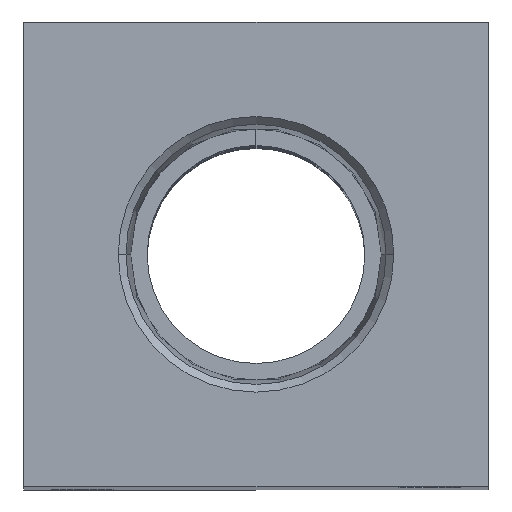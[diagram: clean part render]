
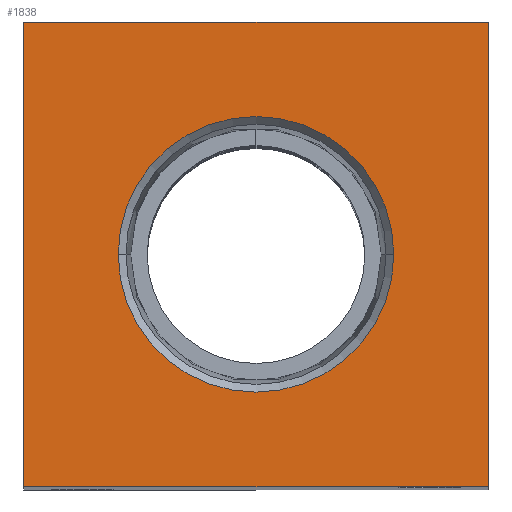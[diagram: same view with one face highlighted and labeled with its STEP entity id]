
A CAD part, top view. The second image highlights one B-rep face of the part: STEP entity #1838.
In plain terms, the highlighted planar face has unit normal (0, 0, 1).
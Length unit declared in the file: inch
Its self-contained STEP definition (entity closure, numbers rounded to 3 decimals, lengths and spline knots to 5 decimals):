
#30 = VECTOR ( 'NONE', #2485, 39.37008 ) ;
#38 = FACE_BOUND ( 'NONE', #1280, .T. ) ;
#106 = DIRECTION ( 'NONE',  ( 0., -1., 0. ) ) ;
#112 = CARTESIAN_POINT ( 'NONE',  ( -0.75, -0.75, 3.125 ) ) ;
#129 = EDGE_CURVE ( 'NONE', #1651, #876, #1436, .T. ) ;
#150 = VERTEX_POINT ( 'NONE', #1623 ) ;
#200 = LINE ( 'NONE', #1457, #1652 ) ;
#267 = VECTOR ( 'NONE', #106, 39.37008 ) ;
#604 = CARTESIAN_POINT ( 'NONE',  ( 0.75, -0.75, 3.125 ) ) ;
#707 = CARTESIAN_POINT ( 'NONE',  ( -0.75, -0.75, 3.125 ) ) ;
#773 = ORIENTED_EDGE ( 'NONE', *, *, #1440, .T. ) ;
#841 = VERTEX_POINT ( 'NONE', #2399 ) ;
#876 = VERTEX_POINT ( 'NONE', #1439 ) ;
#890 = EDGE_CURVE ( 'NONE', #2006, #150, #1720, .T. ) ;
#921 = EDGE_CURVE ( 'NONE', #876, #841, #200, .T. ) ;
#979 = LINE ( 'NONE', #1171, #30 ) ;
#994 = DIRECTION ( 'NONE',  ( 1., 0., 0. ) ) ;
#1002 = DIRECTION ( 'NONE',  ( 0., 0., 1. ) ) ;
#1004 = ORIENTED_EDGE ( 'NONE', *, *, #890, .F. ) ;
#1008 = CARTESIAN_POINT ( 'NONE',  ( 0., 0., 3.125 ) ) ;
#1047 = AXIS2_PLACEMENT_3D ( 'NONE', #1119, #1687, #1665 ) ;
#1119 = CARTESIAN_POINT ( 'NONE',  ( 0., 0., 3.125 ) ) ;
#1166 = VERTEX_POINT ( 'NONE', #707 ) ;
#1171 = CARTESIAN_POINT ( 'NONE',  ( 0.75, -0.75, 3.125 ) ) ;
#1253 = ORIENTED_EDGE ( 'NONE', *, *, #921, .T. ) ;
#1280 = EDGE_LOOP ( 'NONE', ( #1004, #1450 ) ) ;
#1370 = CIRCLE ( 'NONE', #1663, 0.44487 ) ;
#1377 = EDGE_CURVE ( 'NONE', #150, #2006, #1370, .T. ) ;
#1405 = CARTESIAN_POINT ( 'NONE',  ( 0., 0., 3.125 ) ) ;
#1421 = DIRECTION ( 'NONE',  ( 0., 0., 1. ) ) ;
#1427 = DIRECTION ( 'NONE',  ( 1., 0., 0. ) ) ;
#1436 = LINE ( 'NONE', #1753, #2436 ) ;
#1439 = CARTESIAN_POINT ( 'NONE',  ( 0.75, 0.75, 3.125 ) ) ;
#1440 = EDGE_CURVE ( 'NONE', #841, #1166, #1776, .T. ) ;
#1450 = ORIENTED_EDGE ( 'NONE', *, *, #1377, .F. ) ;
#1457 = CARTESIAN_POINT ( 'NONE',  ( 0.75, 0.75, 3.125 ) ) ;
#1520 = ORIENTED_EDGE ( 'NONE', *, *, #129, .T. ) ;
#1530 = DIRECTION ( 'NONE',  ( -1., 0., 0. ) ) ;
#1623 = CARTESIAN_POINT ( 'NONE',  ( -0.44487, 0., 3.125 ) ) ;
#1651 = VERTEX_POINT ( 'NONE', #604 ) ;
#1652 = VECTOR ( 'NONE', #1530, 39.37008 ) ;
#1663 = AXIS2_PLACEMENT_3D ( 'NONE', #1008, #1002, #994 ) ;
#1665 = DIRECTION ( 'NONE',  ( 1., 0., 0. ) ) ;
#1687 = DIRECTION ( 'NONE',  ( 0., 0., 1. ) ) ;
#1720 = CIRCLE ( 'NONE', #2493, 0.44487 ) ;
#1735 = PLANE ( 'NONE',  #1047 ) ;
#1753 = CARTESIAN_POINT ( 'NONE',  ( 0.75, -0.75, 3.125 ) ) ;
#1758 = DIRECTION ( 'NONE',  ( 0., 1., 0. ) ) ;
#1776 = LINE ( 'NONE', #112, #267 ) ;
#1838 = ADVANCED_FACE ( 'NONE', ( #38, #2018 ), #1735, .T. ) ;
#2006 = VERTEX_POINT ( 'NONE', #2355 ) ;
#2018 = FACE_OUTER_BOUND ( 'NONE', #2466, .T. ) ;
#2250 = EDGE_CURVE ( 'NONE', #1166, #1651, #979, .T. ) ;
#2355 = CARTESIAN_POINT ( 'NONE',  ( 0.44487, 0., 3.125 ) ) ;
#2399 = CARTESIAN_POINT ( 'NONE',  ( -0.75, 0.75, 3.125 ) ) ;
#2436 = VECTOR ( 'NONE', #1758, 39.37008 ) ;
#2466 = EDGE_LOOP ( 'NONE', ( #773, #2502, #1520, #1253 ) ) ;
#2485 = DIRECTION ( 'NONE',  ( 1., 0., 0. ) ) ;
#2493 = AXIS2_PLACEMENT_3D ( 'NONE', #1405, #1421, #1427 ) ;
#2502 = ORIENTED_EDGE ( 'NONE', *, *, #2250, .T. ) ;
